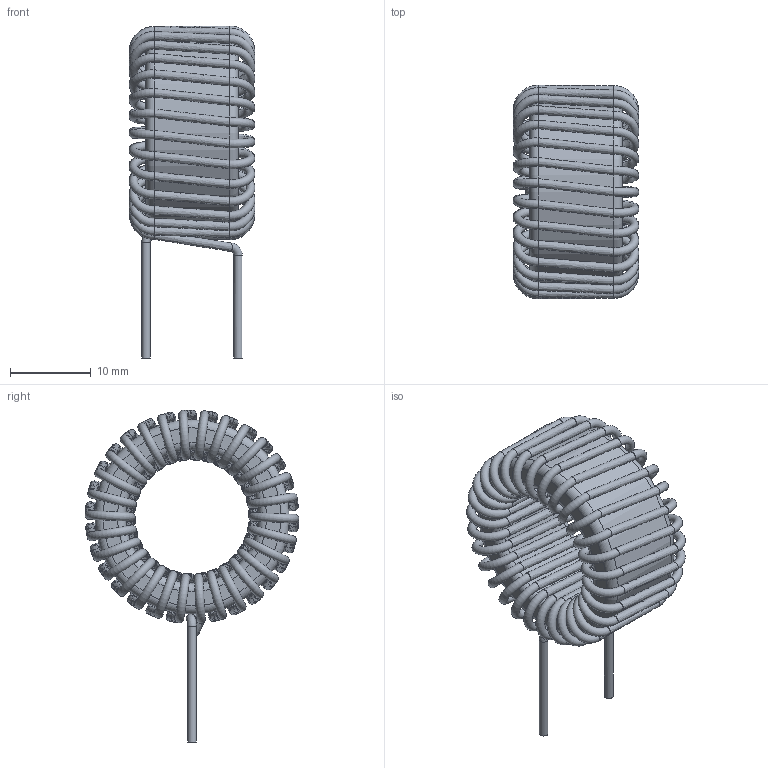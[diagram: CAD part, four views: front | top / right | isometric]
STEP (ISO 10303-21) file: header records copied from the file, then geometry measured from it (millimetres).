
FILE_DESCRIPTION(/* description */ (''),/* implementation_level */ '2;1');
FILE_NAME(/* name */ '2209-V-RC-self.stp',/* time_stamp */ '2020-04-14T17:34:44-04:00',/* author */ ('huesof'),/* organization */ (''),/* preprocessor_version */ 'ST-DEVELOPER v18',/* originating_system */ 'Autodesk Inventor 2020',/* authorisation */ '');
FILE_SCHEMA (('AUTOMOTIVE_DESIGN { 1 0 10303 214 3 1 1 }'));
Length unit declared in the file: inch
Products named in the file (1): 2209-V-RC
Bounding box: 15.6 x 26.51 x 41.19 mm (x, y, z)
Volume: 3694.4 mm3; surface area: 5488.1 mm2
Topology: 4 solids, 4 shells, 139 faces, 673 edges, 542 vertices
Faces by surface type: torus 66, bspline 61, plane 8, cylinder 4
Full cylindrical faces by diameter (mm): 1.067 x2, 16.51 x1, 24.13 x1
Entity records: 8377 total; most frequent: CARTESIAN_POINT 2495, DIRECTION 1380, ORIENTED_EDGE 1346, AXIS2_PLACEMENT_3D 687, EDGE_CURVE 673, CIRCLE 608, VERTEX_POINT 542, EDGE_LOOP 141
